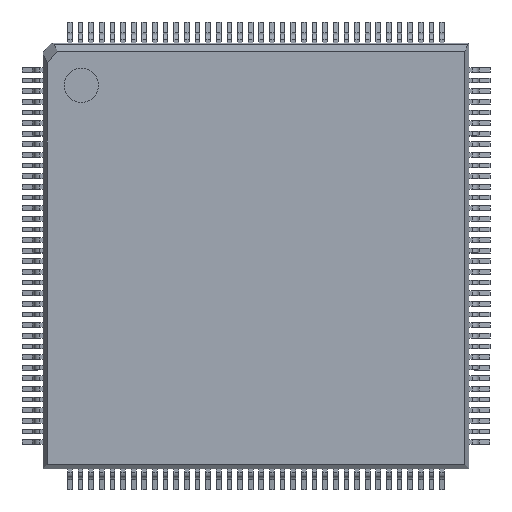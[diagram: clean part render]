
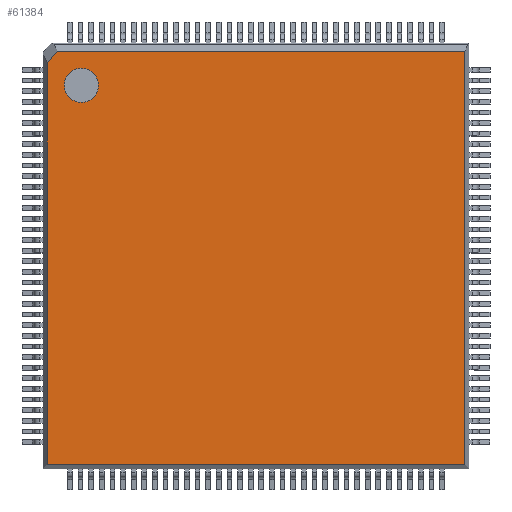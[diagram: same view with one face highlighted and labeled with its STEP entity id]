
A CAD part, top view. The second image highlights one B-rep face of the part: STEP entity #61384.
In plain terms, the highlighted planar face has unit normal (0, 0, 1).
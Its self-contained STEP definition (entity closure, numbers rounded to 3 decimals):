
#60991=CARTESIAN_POINT('',(-7.41,8.02,1.7));
#60992=VERTEX_POINT('',#60991);
#61001=CARTESIAN_POINT('',(-9.01,8.02,1.7));
#61002=VERTEX_POINT('',#61001);
#61003=CARTESIAN_POINT('',(-8.21,8.02,1.7));
#61004=DIRECTION('',(0.0,0.0,-1.0));
#61005=DIRECTION('',(1.0,0.0,0.0));
#61006=AXIS2_PLACEMENT_3D('',#61003,#61004,#61005);
#61007=CIRCLE('',#61006,0.8);
#61008=EDGE_CURVE('',#61002,#60992,#61007,.T.);
#61230=CARTESIAN_POINT('',(-9.81,9.077,1.7));
#61231=VERTEX_POINT('',#61230);
#61239=CARTESIAN_POINT('',(-9.81,-9.81,1.7));
#61240=VERTEX_POINT('',#61239);
#61247=CARTESIAN_POINT('',(-9.81,-9.81,1.7));
#61248=DIRECTION('',(0.0,1.0,0.0));
#61249=VECTOR('',#61248,18.887);
#61250=LINE('',#61247,#61249);
#61251=EDGE_CURVE('',#61240,#61231,#61250,.T.);
#61261=CARTESIAN_POINT('',(9.81,-9.81,1.7));
#61262=VERTEX_POINT('',#61261);
#61269=CARTESIAN_POINT('',(9.81,-9.81,1.7));
#61270=DIRECTION('',(-1.0,0.0,0.0));
#61271=VECTOR('',#61270,19.62);
#61272=LINE('',#61269,#61271);
#61273=EDGE_CURVE('',#61262,#61240,#61272,.T.);
#61288=CARTESIAN_POINT('',(9.81,9.62,1.7));
#61289=VERTEX_POINT('',#61288);
#61296=CARTESIAN_POINT('',(9.81,9.62,1.7));
#61297=DIRECTION('',(0.0,-1.0,0.0));
#61298=VECTOR('',#61297,19.43);
#61299=LINE('',#61296,#61298);
#61300=EDGE_CURVE('',#61289,#61262,#61299,.T.);
#61310=CARTESIAN_POINT('',(-9.328,9.62,1.7));
#61311=VERTEX_POINT('',#61310);
#61318=CARTESIAN_POINT('',(-9.328,9.62,1.7));
#61319=DIRECTION('',(1.0,0.0,0.0));
#61320=VECTOR('',#61319,19.138);
#61321=LINE('',#61318,#61320);
#61322=EDGE_CURVE('',#61311,#61289,#61321,.T.);
#61353=CARTESIAN_POINT('',(-8.21,8.02,1.7));
#61354=DIRECTION('',(0.0,0.0,-1.0));
#61355=DIRECTION('',(1.0,0.0,0.0));
#61356=AXIS2_PLACEMENT_3D('',#61353,#61354,#61355);
#61357=CIRCLE('',#61356,0.8);
#61358=EDGE_CURVE('',#60992,#61002,#61357,.T.);
#61363=CARTESIAN_POINT('',(-10.,10.,1.7));
#61364=DIRECTION('',(0.0,0.0,1.0));
#61365=DIRECTION('',(1.0,0.0,0.0));
#61366=AXIS2_PLACEMENT_3D('',#61363,#61364,#61365);
#61367=PLANE('',#61366);
#61368=CARTESIAN_POINT('',(-9.328,9.62,1.7));
#61369=DIRECTION('',(-0.664,-0.747,0.0));
#61370=VECTOR('',#61369,0.726);
#61371=LINE('',#61368,#61370);
#61372=EDGE_CURVE('',#61231,#61311,#61371,.F.);
#61373=ORIENTED_EDGE('',*,*,#61372,.F.);
#61374=ORIENTED_EDGE('',*,*,#61251,.F.);
#61375=ORIENTED_EDGE('',*,*,#61273,.F.);
#61376=ORIENTED_EDGE('',*,*,#61300,.F.);
#61377=ORIENTED_EDGE('',*,*,#61322,.F.);
#61378=EDGE_LOOP('',(#61373,#61374,#61375,#61376,#61377));
#61379=FACE_OUTER_BOUND('',#61378,.T.);
#61380=ORIENTED_EDGE('',*,*,#61358,.T.);
#61381=ORIENTED_EDGE('',*,*,#61008,.T.);
#61382=EDGE_LOOP('',(#61380,#61381));
#61383=FACE_BOUND('',#61382,.T.);
#61384=ADVANCED_FACE('',(#61379,#61383),#61367,.T.);
